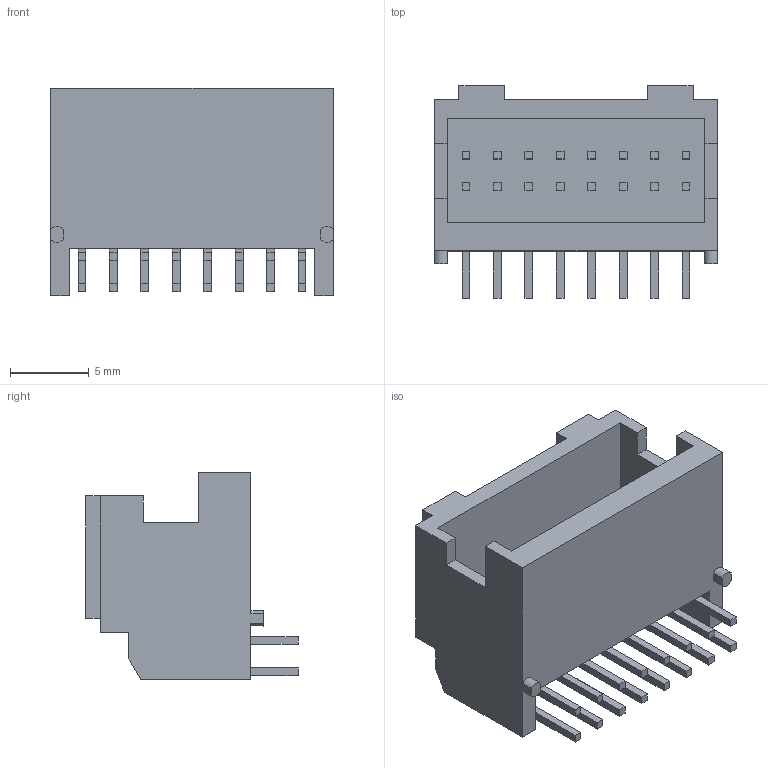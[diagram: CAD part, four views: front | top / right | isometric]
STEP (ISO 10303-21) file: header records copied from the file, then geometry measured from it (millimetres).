
FILE_DESCRIPTION (( 'STEP AP214' ), '1' );
FILE_NAME ('S16B-PADSS-1.STEP', '2010-06-15T02:09:49', ( ' ' ), ( '' ), 'SwSTEP 2.0', 'SolidWorks 2009', '' );
FILE_SCHEMA (( 'AUTOMOTIVE_DESIGN' ));
Length unit declared in the file: millimetre
Products named in the file (1): S16B-PADSS-1
Bounding box: 18 x 13.5 x 13.2 mm (x, y, z)
Volume: 936.1 mm3; surface area: 1760.9 mm2
Topology: 1 solids, 1 shells, 242 faces, 624 edges, 416 vertices
Faces by surface type: plane 238, cylinder 4
Entity records: 9912 total; most frequent: CARTESIAN_POINT 1283, ORIENTED_EDGE 1248, DIRECTION 1118, EDGE_CURVE 624, VECTOR 616, LINE 616, VERTEX_POINT 416, EDGE_LOOP 274
